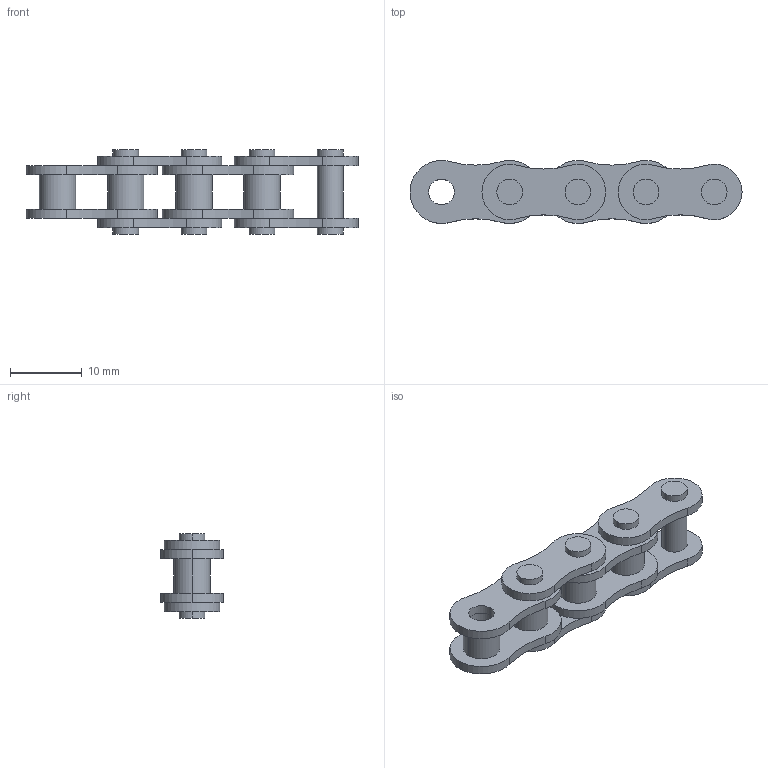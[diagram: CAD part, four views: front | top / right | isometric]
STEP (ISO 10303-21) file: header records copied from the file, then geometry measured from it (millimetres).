
FILE_DESCRIPTION (( 'STEP AP214' ), '1' );
FILE_NAME ('217-2776.STEP', '2019-12-28T00:27:25', ( '' ), ( '' ), 'SwSTEP 2.0', 'SolidWorks 2018', '' );
FILE_SCHEMA (( 'AUTOMOTIVE_DESIGN' ));
Length unit declared in the file: inch
Products named in the file (1): 217-2776
Bounding box: 46.38 x 8.8 x 11.84 mm (x, y, z)
Volume: 1736.3 mm3; surface area: 3030.5 mm2
Topology: 1 solids, 4 shells, 128 faces, 288 edges, 192 vertices
Faces by surface type: cylinder 96, plane 32
Entity records: 3750 total; most frequent: DIRECTION 738, CARTESIAN_POINT 609, ORIENTED_EDGE 576, AXIS2_PLACEMENT_3D 321, EDGE_CURVE 288, VERTEX_POINT 192, CIRCLE 192, EDGE_LOOP 168
